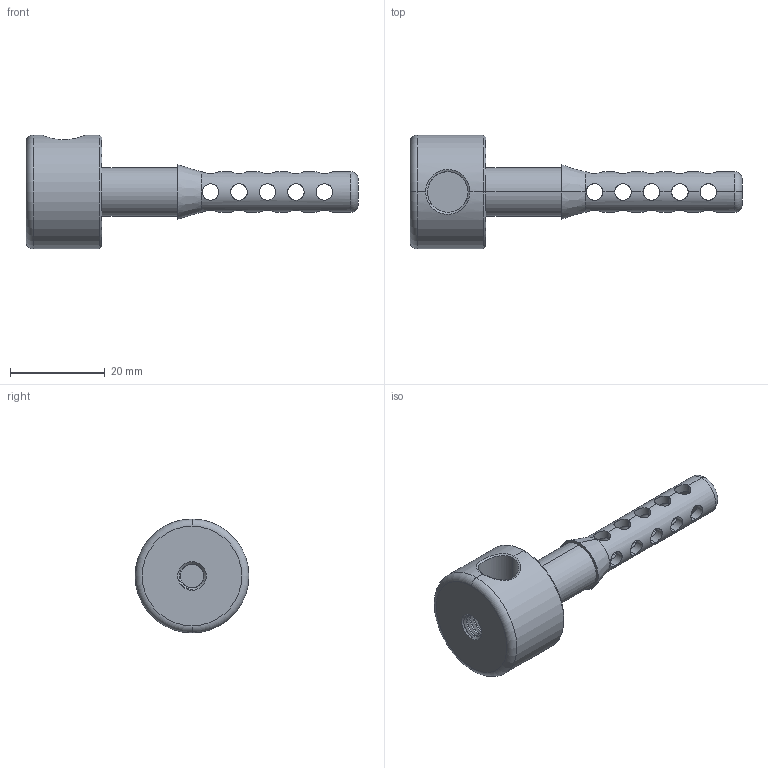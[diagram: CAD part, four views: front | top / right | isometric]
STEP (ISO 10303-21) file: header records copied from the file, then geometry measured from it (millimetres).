
FILE_DESCRIPTION (( 'STEP AP203' ), '1' );
FILE_NAME ('Picage reservoir.STEP', '2020-09-02T16:24:39', ( '' ), ( '' ), 'SwSTEP 2.0', 'SolidWorks 2018', '' );
FILE_SCHEMA (( 'CONFIG_CONTROL_DESIGN' ));
Length unit declared in the file: millimetre
Products named in the file (1): Picage reservoir
Bounding box: 70 x 24 x 24 mm (x, y, z)
Volume: 8276.9 mm3; surface area: 4949.7 mm2
Topology: 1 solids, 1 shells, 86 faces, 254 edges, 151 vertices
Faces by surface type: cylinder 59, bspline 10, plane 7, cone 6, torus 4
Entity records: 8610 total; most frequent: CARTESIAN_POINT 6493, ORIENTED_EDGE 508, DIRECTION 309, EDGE_CURVE 254, VERTEX_POINT 151, B_SPLINE_CURVE_WITH_KNOTS 109, EDGE_LOOP 109, AXIS2_PLACEMENT_3D 109
